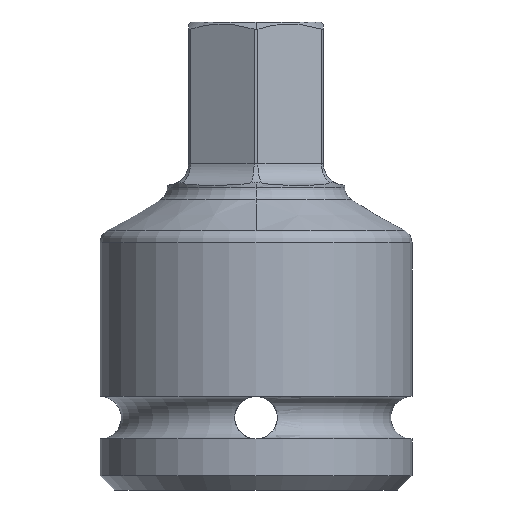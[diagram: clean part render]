
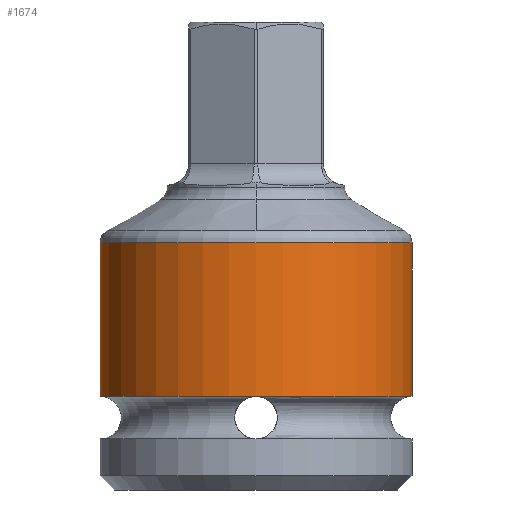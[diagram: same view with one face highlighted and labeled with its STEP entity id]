
A CAD part, front view. The second image highlights one B-rep face of the part: STEP entity #1674.
In plain terms, the highlighted cylindrical face has radius 22 mm (diameter 44 mm), a partial arc.
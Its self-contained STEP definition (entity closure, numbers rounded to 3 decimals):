
#547=CARTESIAN_POINT('',(0.,0.,34.845));
#548=DIRECTION('',(0.,0.,-1.));
#549=DIRECTION('',(1.,0.,0.));
#550=AXIS2_PLACEMENT_3D('',#547,#548,#549);
#581=CARTESIAN_POINT('',(0.,0.,13.2));
#582=DIRECTION('',(0.,0.,-1.));
#583=DIRECTION('',(1.,0.,0.));
#584=AXIS2_PLACEMENT_3D('',#581,#582,#583);
#586=CARTESIAN_POINT('',(0.,0.,13.2));
#587=DIRECTION('',(0.,0.,1.));
#588=DIRECTION('',(-1.,0.,0.));
#589=AXIS2_PLACEMENT_3D('',#586,#587,#588);
#591=DIRECTION('',(0.,0.,1.));
#592=VECTOR('',#591,21.645);
#593=CARTESIAN_POINT('',(-22.,0.,13.2));
#594=LINE('',#593,#592);
#631=CARTESIAN_POINT('',(0.,-22.,13.2));
#739=DIRECTION('',(0.,0.,1.));
#740=VECTOR('',#739,21.645);
#741=CARTESIAN_POINT('',(22.,0.,13.2));
#742=LINE('',#741,#740);
#1047=VERTEX_POINT('',#631);
#1048=CARTESIAN_POINT('',(-22.,0.,13.2));
#1049=VERTEX_POINT('',#1048);
#1050=CARTESIAN_POINT('',(22.,0.,13.2));
#1051=VERTEX_POINT('',#1050);
#1132=CARTESIAN_POINT('',(-22.,0.,34.845));
#1134=VERTEX_POINT('',#1132);
#1138=CARTESIAN_POINT('',(22.,0.,34.845));
#1139=VERTEX_POINT('',#1138);
#1658=CARTESIAN_POINT('',(0.,0.,0.));
#1659=DIRECTION('',(0.,0.,1.));
#1660=DIRECTION('',(1.,0.,0.));
#1661=AXIS2_PLACEMENT_3D('',#1658,#1659,#1660);
#1662=CYLINDRICAL_SURFACE('',#1661,22.);
#1663=ORIENTED_EDGE('',*,*,#1626,.F.);
#1665=ORIENTED_EDGE('',*,*,#1664,.F.);
#1667=ORIENTED_EDGE('',*,*,#1666,.T.);
#1669=ORIENTED_EDGE('',*,*,#1668,.F.);
#1671=ORIENTED_EDGE('',*,*,#1670,.T.);
#1672=EDGE_LOOP('',(#1663,#1665,#1667,#1669,#1671));
#1673=FACE_OUTER_BOUND('',#1672,.F.);
#1674=ADVANCED_FACE('',(#1673),#1662,.T.);
#551=CIRCLE('',#550,22.);
#585=CIRCLE('',#584,22.);
#590=CIRCLE('',#589,22.);
#1626=EDGE_CURVE('',#1139,#1134,#551,.T.);
#1664=EDGE_CURVE('',#1051,#1139,#742,.T.);
#1666=EDGE_CURVE('',#1051,#1047,#585,.T.);
#1668=EDGE_CURVE('',#1049,#1047,#590,.T.);
#1670=EDGE_CURVE('',#1049,#1134,#594,.T.);
